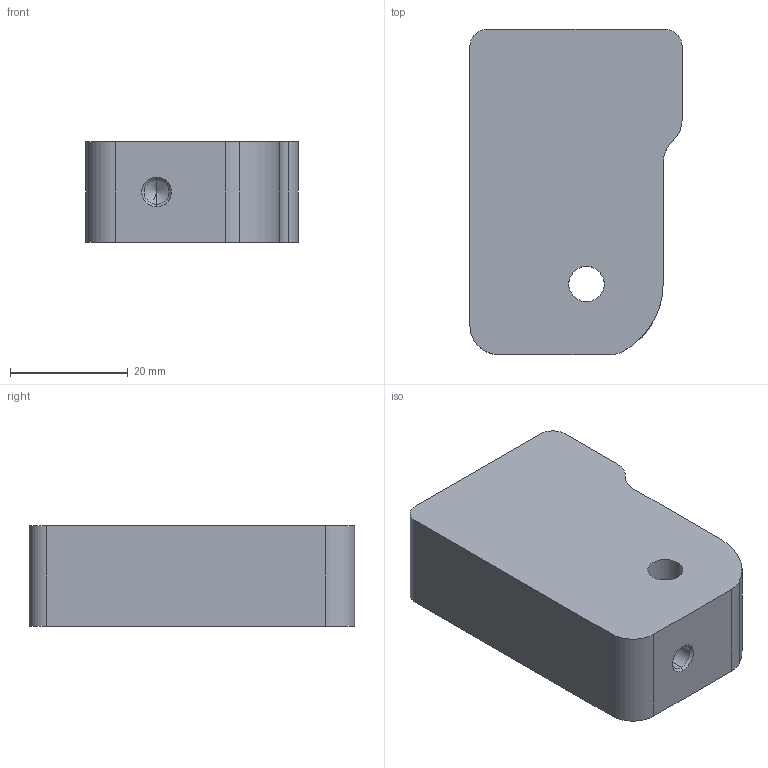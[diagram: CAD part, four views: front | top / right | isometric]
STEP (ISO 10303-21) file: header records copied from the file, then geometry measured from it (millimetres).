
FILE_DESCRIPTION (( 'STEP AP203' ), '1' );
FILE_NAME ('Rac-001-A-bloc raccord perche.STEP', '2022-08-09T12:16:33', ( '' ), ( '' ), 'SwSTEP 2.0', 'SolidWorks 2016', '' );
FILE_SCHEMA (( 'CONFIG_CONTROL_DESIGN' ));
Length unit declared in the file: millimetre
Products named in the file (1): Rac-001-A-bloc raccord perche
Bounding box: 36 x 55.24 x 17 mm (x, y, z)
Volume: 30126.4 mm3; surface area: 7389.4 mm2
Topology: 1 solids, 1 shells, 34 faces, 84 edges, 49 vertices
Faces by surface type: cylinder 15, cone 12, plane 7
Entity records: 1047 total; most frequent: DIRECTION 184, CARTESIAN_POINT 162, ORIENTED_EDGE 156, EDGE_CURVE 78, AXIS2_PLACEMENT_3D 71, VERTEX_POINT 49, LINE 42, VECTOR 42
